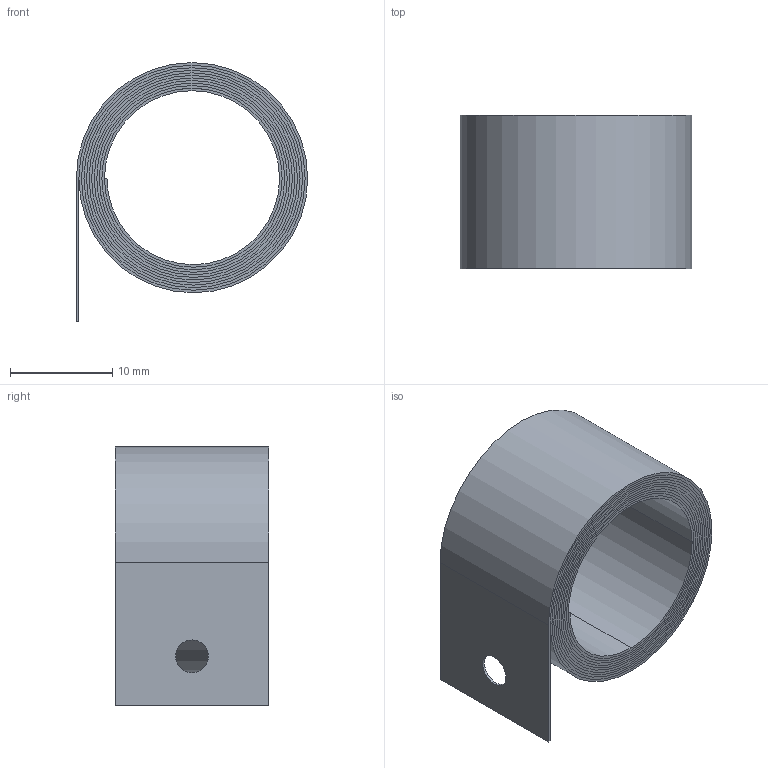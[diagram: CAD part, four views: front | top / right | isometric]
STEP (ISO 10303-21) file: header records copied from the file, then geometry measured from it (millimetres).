
FILE_DESCRIPTION (( 'STEP AP203' ), '1' );
FILE_NAME ('CN01970605_Spring.STEP', '2020-11-25T06:46:21', ( '' ), ( '' ), 'SwSTEP 2.0', 'SolidWorks 2020', '' );
FILE_SCHEMA (( 'CONFIG_CONTROL_DESIGN' ));
Length unit declared in the file: millimetre
Products named in the file (1): CN01970605_Spring
Bounding box: 22.65 x 15 x 25.32 mm (x, y, z)
Volume: 2612.1 mm3; surface area: 21263.6 mm2
Topology: 1 solids, 1 shells, 74 faces, 216 edges, 144 vertices
Faces by surface type: cylinder 68, plane 6
Entity records: 2617 total; most frequent: DIRECTION 502, CARTESIAN_POINT 435, ORIENTED_EDGE 432, EDGE_CURVE 216, AXIS2_PLACEMENT_3D 211, VERTEX_POINT 144, CIRCLE 136, LINE 80
